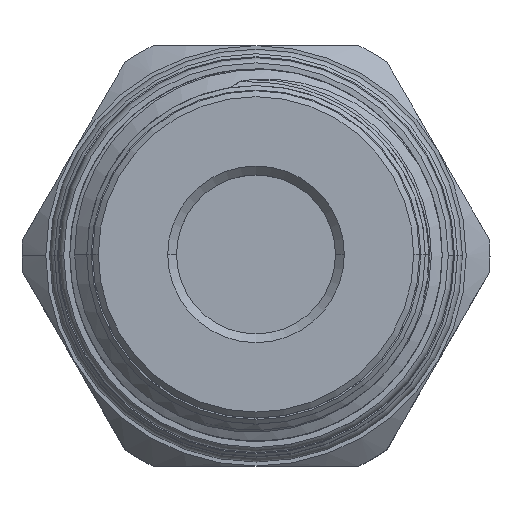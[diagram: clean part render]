
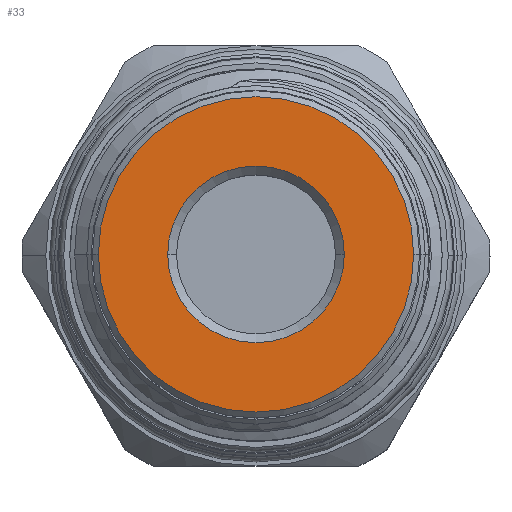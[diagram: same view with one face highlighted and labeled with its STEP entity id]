
A CAD part, top view. The second image highlights one B-rep face of the part: STEP entity #33.
In plain terms, the highlighted planar face has unit normal (0, 0, 1).
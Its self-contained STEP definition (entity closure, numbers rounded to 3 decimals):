
#33 = ADVANCED_FACE ( 'NONE', ( #4409, #4323 ), #7682, .F. ) ;
#547 = CARTESIAN_POINT ( 'NONE',  ( 10.715, 0., 63.635 ) ) ;
#604 = CARTESIAN_POINT ( 'NONE',  ( -6., 0., 63.635 ) ) ;
#637 = CARTESIAN_POINT ( 'NONE',  ( -10.715, 0., 63.635 ) ) ;
#653 = CARTESIAN_POINT ( 'NONE',  ( 6., 0., 63.635 ) ) ;
#752 = DIRECTION ( 'NONE',  ( -1., 0., 0. ) ) ;
#753 = DIRECTION ( 'NONE',  ( 0., 0., 1. ) ) ;
#754 = CARTESIAN_POINT ( 'NONE',  ( 0., 0., 63.635 ) ) ;
#757 = DIRECTION ( 'NONE',  ( -1., 0., 0. ) ) ;
#758 = DIRECTION ( 'NONE',  ( 0., 0., -1. ) ) ;
#759 = CARTESIAN_POINT ( 'NONE',  ( 0., 0., 63.635 ) ) ;
#2389 = AXIS2_PLACEMENT_3D ( 'NONE', #754, #753, #752 ) ;
#2390 = AXIS2_PLACEMENT_3D ( 'NONE', #759, #758, #757 ) ;
#3072 = CIRCLE ( 'NONE', #2389, 10.715 ) ;
#3073 = CIRCLE ( 'NONE', #2390, 6. ) ;
#3330 = CIRCLE ( 'NONE', #3842, 6. ) ;
#3335 = CIRCLE ( 'NONE', #3841, 10.715 ) ;
#3841 = AXIS2_PLACEMENT_3D ( 'NONE', #5283, #5282, #5281 ) ;
#3842 = AXIS2_PLACEMENT_3D ( 'NONE', #5269, #5268, #5267 ) ;
#4323 = FACE_OUTER_BOUND ( 'NONE', #6792, .T. ) ;
#4409 = FACE_BOUND ( 'NONE', #7053, .T. ) ;
#5267 = DIRECTION ( 'NONE',  ( -1., 0., 0. ) ) ;
#5268 = DIRECTION ( 'NONE',  ( 0., 0., -1. ) ) ;
#5269 = CARTESIAN_POINT ( 'NONE',  ( 0., 0., 63.635 ) ) ;
#5281 = DIRECTION ( 'NONE',  ( -1., 0., 0. ) ) ;
#5282 = DIRECTION ( 'NONE',  ( 0., 0., 1. ) ) ;
#5283 = CARTESIAN_POINT ( 'NONE',  ( 0., 0., 63.635 ) ) ;
#6723 = ORIENTED_EDGE ( 'NONE', *, *, #7375, .T. ) ;
#6724 = ORIENTED_EDGE ( 'NONE', *, *, #7643, .T. ) ;
#6725 = ORIENTED_EDGE ( 'NONE', *, *, #7642, .T. ) ;
#6726 = ORIENTED_EDGE ( 'NONE', *, *, #7380, .T. ) ;
#6792 = EDGE_LOOP ( 'NONE', ( #6724, #6723 ) ) ;
#7053 = EDGE_LOOP ( 'NONE', ( #6726, #6725 ) ) ;
#7071 = AXIS2_PLACEMENT_3D ( 'NONE', #7681, #7680, #7710 ) ;
#7375 = EDGE_CURVE ( 'NONE', #8126, #7974, #3335, .T. ) ;
#7380 = EDGE_CURVE ( 'NONE', #7953, #8012, #3330, .T. ) ;
#7642 = EDGE_CURVE ( 'NONE', #8012, #7953, #3073, .T. ) ;
#7643 = EDGE_CURVE ( 'NONE', #7974, #8126, #3072, .T. ) ;
#7680 = DIRECTION ( 'NONE',  ( 0., 0., -1. ) ) ;
#7681 = CARTESIAN_POINT ( 'NONE',  ( 0., 0., 63.635 ) ) ;
#7682 = PLANE ( 'NONE',  #7071 ) ;
#7710 = DIRECTION ( 'NONE',  ( -1., 0., 0. ) ) ;
#7953 = VERTEX_POINT ( 'NONE', #653 ) ;
#7974 = VERTEX_POINT ( 'NONE', #637 ) ;
#8012 = VERTEX_POINT ( 'NONE', #604 ) ;
#8126 = VERTEX_POINT ( 'NONE', #547 ) ;
